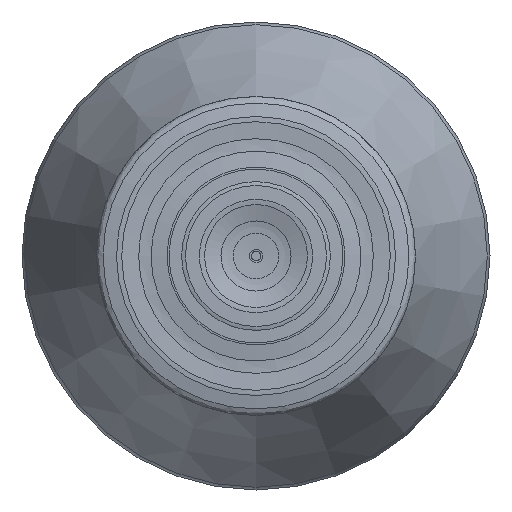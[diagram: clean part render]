
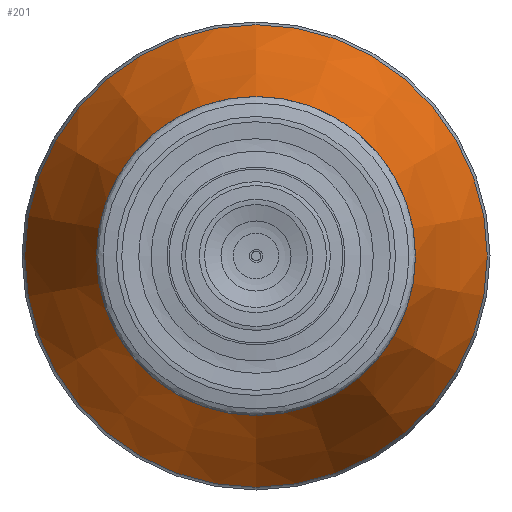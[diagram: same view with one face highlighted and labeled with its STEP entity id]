
A CAD part, left-side view. The second image highlights one B-rep face of the part: STEP entity #201.
In plain terms, the highlighted conical face has half-angle 23.806 degrees and reference radius 21.745 mm.
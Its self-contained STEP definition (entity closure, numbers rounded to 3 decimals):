
#179=CONICAL_SURFACE('',#797,21.745,23.806);
#201=ADVANCED_FACE('',(#281,#282),#179,.T.);
#281=FACE_BOUND('',#392,.T.);
#282=FACE_BOUND('',#393,.T.);
#392=EDGE_LOOP('',(#506));
#393=EDGE_LOOP('',(#507));
#506=ORIENTED_EDGE('',*,*,#663,.T.);
#507=ORIENTED_EDGE('',*,*,#662,.F.);
#605=VERTEX_POINT('',#1115);
#606=VERTEX_POINT('',#1118);
#662=EDGE_CURVE('',#605,#605,#719,.T.);
#663=EDGE_CURVE('',#606,#606,#720,.T.);
#719=CIRCLE('',#794,21.745);
#720=CIRCLE('',#796,14.925);
#794=AXIS2_PLACEMENT_3D('',#1114,#907,#908);
#796=AXIS2_PLACEMENT_3D('',#1117,#911,#912);
#797=AXIS2_PLACEMENT_3D('',#1119,#913,#914);
#907=DIRECTION('',(1.,0.,0.));
#908=DIRECTION('',(0.,0.,1.));
#911=DIRECTION('',(1.,0.,0.));
#912=DIRECTION('',(0.,0.,1.));
#913=DIRECTION('',(1.,0.,0.));
#914=DIRECTION('',(0.,0.,-1.));
#1114=CARTESIAN_POINT('',(81.421,0.,0.));
#1115=CARTESIAN_POINT('',(81.421,0.,21.745));
#1117=CARTESIAN_POINT('',(65.964,0.,0.));
#1118=CARTESIAN_POINT('',(65.964,0.,14.925));
#1119=CARTESIAN_POINT('',(81.421,0.,0.));
